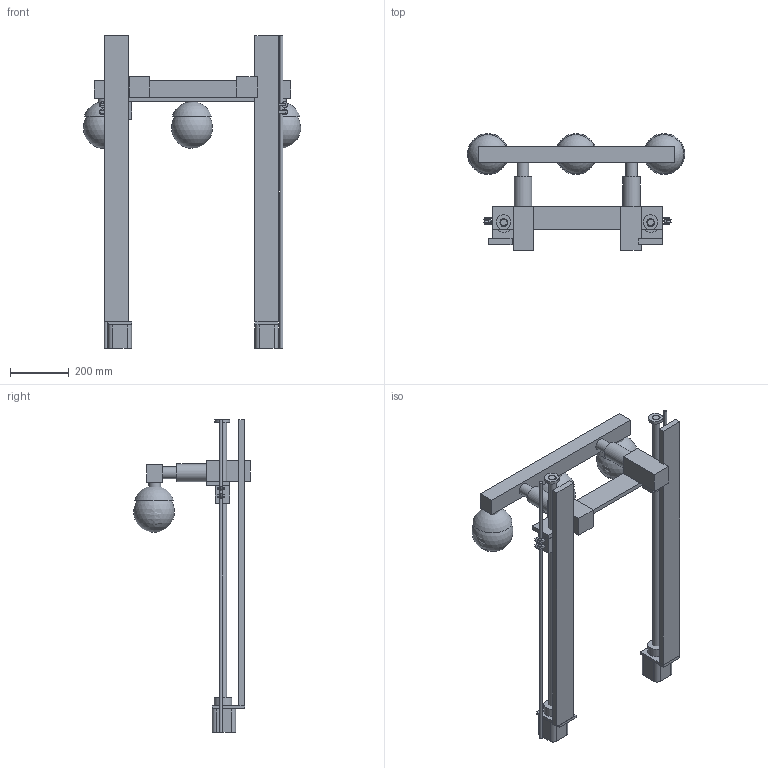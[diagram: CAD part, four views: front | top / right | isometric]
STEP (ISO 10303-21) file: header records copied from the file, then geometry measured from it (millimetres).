
FILE_DESCRIPTION(/* description */ (''),/* implementation_level */ '2;1');
FILE_NAME(/* name */ 'Ball picking and passing .step',/* time_stamp */ '2022-03-01T09:15:27+06:00',/* author */ (''),/* organization */ (''),/* preprocessor_version */ 'ST-DEVELOPER v18.1',/* originating_system */ 'Autodesk Translation Framework v10.13.0.1454',/* authorisation */ '');
FILE_SCHEMA (('AUTOMOTIVE_DESIGN { 1 0 10303 214 3 1 1 }'));
Length unit declared in the file: millimetre
Products named in the file (21): Ball picking and passing; lifting support  (1); lifting support ; lifting shaft ; ball bearings ; lifting mechanism screw; lifting mechanism ; suction cup support  (2); shaft support ; linear actuator body ; linear actuator rod (1); linear actuator rod; suction cup support ; suction cup support  (1); suction cups  (1); Component21; wheels  (1); wheels ; Component20; wheel body ; Component26
Assembly tree (51 placements, depth 2):
  Ball picking and passing
    lifting support  (1)
    lifting support 
    lifting shaft   x2
    ball bearings   x2
    lifting mechanism screw  x2
    lifting mechanism   x2
    shaft support   x2
    suction cup support  (2)
    linear actuator body   x2
    linear actuator rod (1)  x2
    linear actuator rod  x2
    suction cup support 
    suction cup support  (1)  x3
    suction cups  (1)  x3
    wheels   x4
    wheels  (1)  x4
    Component20  x2
    Component21  x4
    wheel body   x8
    Component26  x3
Bounding box: 739.49 x 397.46 x 1065 mm (x, y, z)
Volume: 16423690.9 mm3; surface area: 1659337.3 mm2
Topology: 55 solids, 55 shells, 244 faces, 427 edges, 284 vertices
Faces by surface type: plane 181, cylinder 37, cone 9, sphere 9, bspline 8
Full cylindrical faces by diameter (mm): 5 x4, 10 x2, 24.822 x4, 29.6 x6, 40 x7, 50 x2, 60 x4
Entity records: 4361 total; most frequent: CARTESIAN_POINT 1073, DIRECTION 627, ORIENTED_EDGE 426, AXIS2_PLACEMENT_3D 236, EDGE_CURVE 213, LINE 155, VECTOR 155, VERTEX_POINT 144
